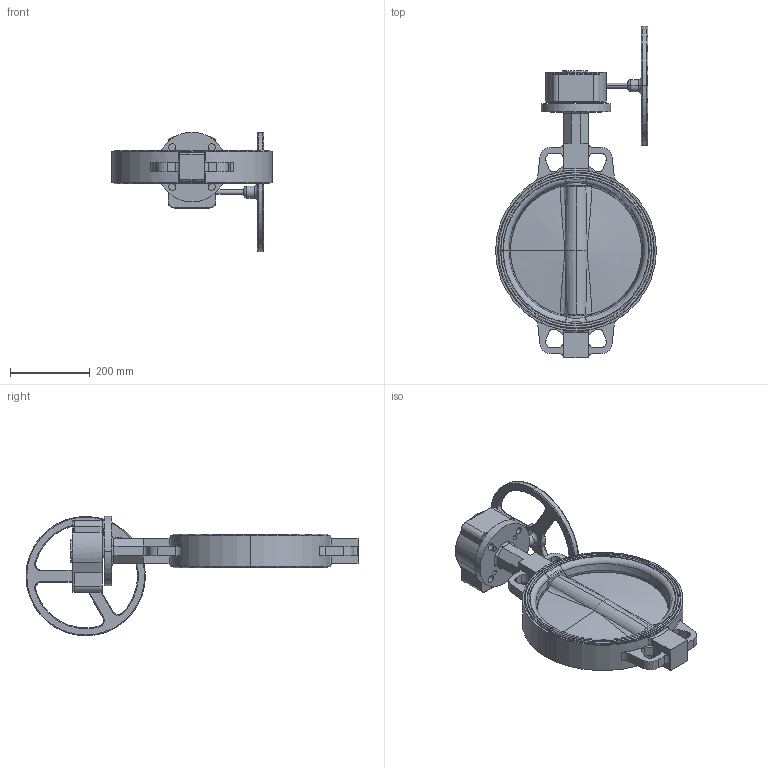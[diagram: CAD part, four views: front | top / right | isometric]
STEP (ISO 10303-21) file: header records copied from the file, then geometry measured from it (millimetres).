
FILE_DESCRIPTION (( 'STEP AP214' ), '1' );
FILE_NAME ('NS-1400-WAFER-GEAR.step', '2019-03-07T20:58:31', ( '' ), ( '' ), 'SwSTEP 2.0', 'SolidWorks 2019', '' );
FILE_SCHEMA (( 'AUTOMOTIVE_DESIGN' ));
Length unit declared in the file: inch
Products named in the file (1): NS-1400-WAFER-GEAR
Bounding box: 404 x 834 x 300.5 mm (x, y, z)
Surface area: 774887.2 mm2 (no closed solid volume)
Topology: 0 solids, 5 shells, 377 faces, 1030 edges, 654 vertices
Faces by surface type: cylinder 143, torus 93, plane 88, bspline 29, cone 24
Entity records: 24770 total; most frequent: CARTESIAN_POINT 10369, DIRECTION 2051, ORIENTED_EDGE 1936, EDGE_CURVE 1030, AXIS2_PLACEMENT_3D 846, VERTEX_POINT 654, CIRCLE 497, EDGE_LOOP 422
